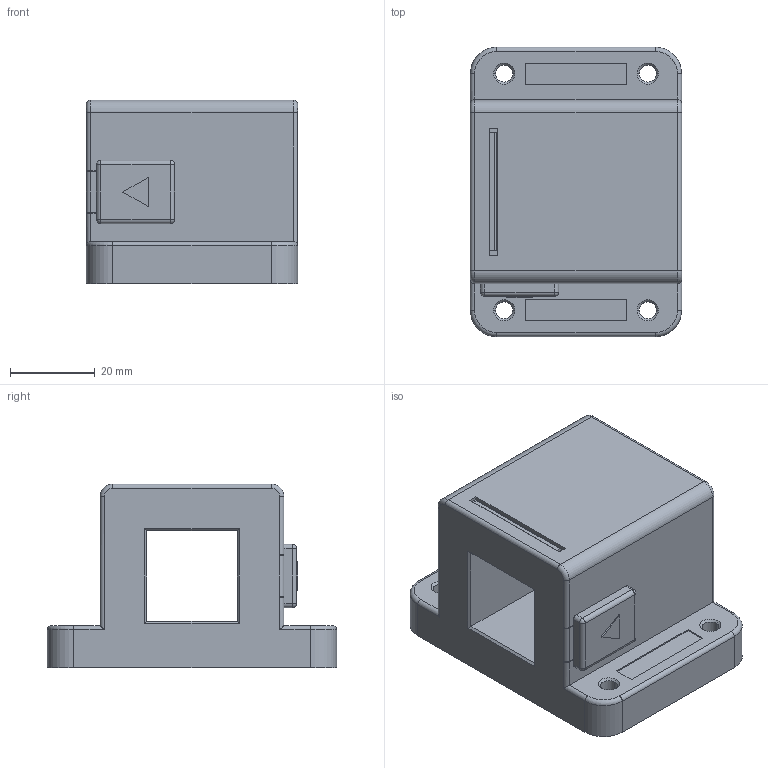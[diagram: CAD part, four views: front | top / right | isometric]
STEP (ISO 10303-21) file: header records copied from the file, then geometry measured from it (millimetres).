
FILE_DESCRIPTION (( 'STEP AP214' ), '1' );
FILE_NAME ('TM_335.STEP', '2018-08-21T01:31:01', ( '' ), ( '' ), 'SwSTEP 2.0', 'SolidWorks 2015', '' );
FILE_SCHEMA (( 'AUTOMOTIVE_DESIGN' ));
Length unit declared in the file: millimetre
Products named in the file (1): TM_335
Bounding box: 50 x 68.5 x 43.5 mm (x, y, z)
Volume: 79512.7 mm3; surface area: 20783.8 mm2
Topology: 1 solids, 1 shells, 160 faces, 397 edges, 242 vertices
Faces by surface type: plane 76, cylinder 56, cone 16, torus 8, sphere 4
Entity records: 4719 total; most frequent: DIRECTION 839, CARTESIAN_POINT 808, ORIENTED_EDGE 786, EDGE_CURVE 393, AXIS2_PLACEMENT_3D 289, VECTOR 261, LINE 261, VERTEX_POINT 242
